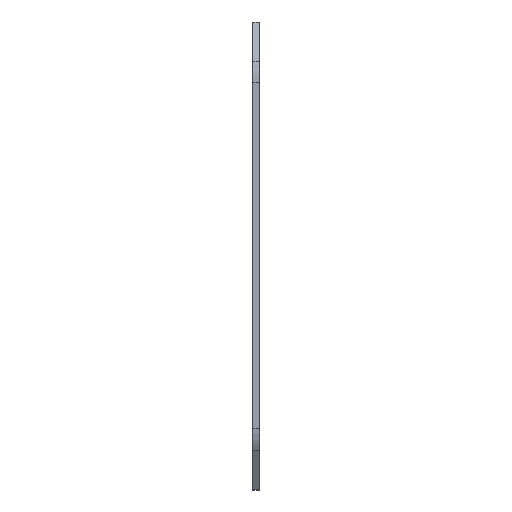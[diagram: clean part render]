
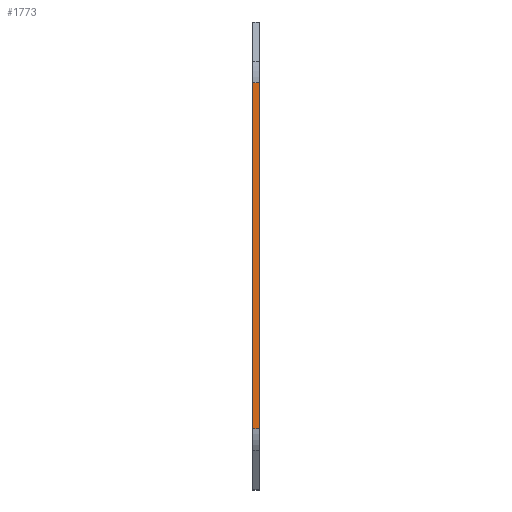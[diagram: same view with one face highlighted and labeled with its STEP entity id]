
A CAD part, top view. The second image highlights one B-rep face of the part: STEP entity #1773.
In plain terms, the highlighted planar face has unit normal (0, 0, 1).
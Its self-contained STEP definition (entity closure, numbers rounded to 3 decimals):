
#7 = LINE ( 'NONE', #1101, #645 ) ;
#26 = VERTEX_POINT ( 'NONE', #375 ) ;
#121 = FACE_OUTER_BOUND ( 'NONE', #1986, .T. ) ;
#143 = LINE ( 'NONE', #1468, #187 ) ;
#162 = CARTESIAN_POINT ( 'NONE',  ( -1.42, 83.124, 6.5 ) ) ;
#179 = CARTESIAN_POINT ( 'NONE',  ( -1.42, 12.379, 6.5 ) ) ;
#187 = VECTOR ( 'NONE', #1622, 1000. ) ;
#236 = LINE ( 'NONE', #1299, #1425 ) ;
#257 = LINE ( 'NONE', #162, #1278 ) ;
#262 = CARTESIAN_POINT ( 'NONE',  ( 0., 83.124, 6.5 ) ) ;
#332 = DIRECTION ( 'NONE',  ( 0., -1., 0. ) ) ;
#344 = ORIENTED_EDGE ( 'NONE', *, *, #1537, .F. ) ;
#375 = CARTESIAN_POINT ( 'NONE',  ( 0., 83.121, 6.5 ) ) ;
#457 = DIRECTION ( 'NONE',  ( 1., 0., 0. ) ) ;
#459 = ORIENTED_EDGE ( 'NONE', *, *, #1673, .T. ) ;
#479 = VERTEX_POINT ( 'NONE', #179 ) ;
#570 = DIRECTION ( 'NONE',  ( 1., 0., 0. ) ) ;
#613 = VECTOR ( 'NONE', #570, 1000. ) ;
#645 = VECTOR ( 'NONE', #787, 1000. ) ;
#672 = CARTESIAN_POINT ( 'NONE',  ( -1.42, 83.121, 6.5 ) ) ;
#723 = CARTESIAN_POINT ( 'NONE',  ( -1.42, 83.121, 6.5 ) ) ;
#787 = DIRECTION ( 'NONE',  ( 0., -1., 0. ) ) ;
#882 = VERTEX_POINT ( 'NONE', #262 ) ;
#902 = CARTESIAN_POINT ( 'NONE',  ( 0., 12.379, 6.5 ) ) ;
#914 = DIRECTION ( 'NONE',  ( 0., -1., 0. ) ) ;
#980 = EDGE_CURVE ( 'NONE', #26, #1833, #7, .T. ) ;
#1040 = DIRECTION ( 'NONE',  ( 0., 0., 1. ) ) ;
#1054 = VERTEX_POINT ( 'NONE', #2030 ) ;
#1101 = CARTESIAN_POINT ( 'NONE',  ( 0., 83.121, 6.5 ) ) ;
#1105 = AXIS2_PLACEMENT_3D ( 'NONE', #723, #1040, #1974 ) ;
#1113 = VECTOR ( 'NONE', #914, 1000. ) ;
#1132 = ORIENTED_EDGE ( 'NONE', *, *, #980, .F. ) ;
#1278 = VECTOR ( 'NONE', #457, 1000. ) ;
#1299 = CARTESIAN_POINT ( 'NONE',  ( -1.42, 83.124, 6.5 ) ) ;
#1407 = EDGE_CURVE ( 'NONE', #479, #1833, #1918, .T. ) ;
#1414 = CARTESIAN_POINT ( 'NONE',  ( 0., 83.124, 6.5 ) ) ;
#1425 = VECTOR ( 'NONE', #332, 1000. ) ;
#1468 = CARTESIAN_POINT ( 'NONE',  ( -1.42, 83.121, 6.5 ) ) ;
#1500 = ORIENTED_EDGE ( 'NONE', *, *, #1951, .F. ) ;
#1537 = EDGE_CURVE ( 'NONE', #1054, #882, #257, .T. ) ;
#1580 = LINE ( 'NONE', #1414, #1113 ) ;
#1622 = DIRECTION ( 'NONE',  ( 0., -1., 0. ) ) ;
#1673 = EDGE_CURVE ( 'NONE', #1705, #479, #143, .T. ) ;
#1689 = EDGE_CURVE ( 'NONE', #1054, #1705, #236, .T. ) ;
#1705 = VERTEX_POINT ( 'NONE', #672 ) ;
#1773 = ADVANCED_FACE ( 'NONE', ( #121 ), #1984, .T. ) ;
#1830 = ORIENTED_EDGE ( 'NONE', *, *, #1689, .T. ) ;
#1833 = VERTEX_POINT ( 'NONE', #902 ) ;
#1918 = LINE ( 'NONE', #1989, #613 ) ;
#1951 = EDGE_CURVE ( 'NONE', #882, #26, #1580, .T. ) ;
#1974 = DIRECTION ( 'NONE',  ( 1., 0., 0. ) ) ;
#1984 = PLANE ( 'NONE',  #1105 ) ;
#1986 = EDGE_LOOP ( 'NONE', ( #1132, #1500, #344, #1830, #459, #2045 ) ) ;
#1989 = CARTESIAN_POINT ( 'NONE',  ( -1.42, 12.379, 6.5 ) ) ;
#2030 = CARTESIAN_POINT ( 'NONE',  ( -1.42, 83.124, 6.5 ) ) ;
#2045 = ORIENTED_EDGE ( 'NONE', *, *, #1407, .T. ) ;
